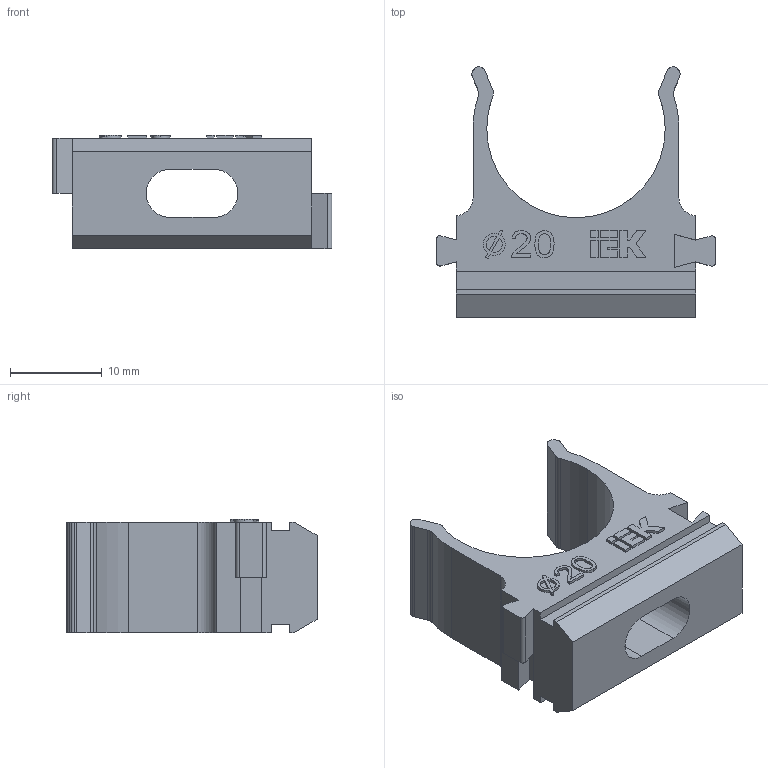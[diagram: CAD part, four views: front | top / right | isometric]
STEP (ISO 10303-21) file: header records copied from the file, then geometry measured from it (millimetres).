
FILE_DESCRIPTION (( 'STEP AP214' ), '1' );
FILE_NAME ('Äåðæàòåëü 20.STEP', '2016-05-20T11:31:27', ( '' ), ( '' ), 'SwSTEP 2.0', 'SolidWorks 2014', '' );
FILE_SCHEMA (( 'AUTOMOTIVE_DESIGN' ));
Length unit declared in the file: millimetre
Products named in the file (1): Äåðæàòåëü 20
Bounding box: 30.4 x 27.23 x 12.3 mm (x, y, z)
Volume: 3437.9 mm3; surface area: 2809 mm2
Topology: 1 solids, 1 shells, 156 faces, 422 edges, 280 vertices
Faces by surface type: plane 100, cylinder 37, bspline 19
Entity records: 6029 total; most frequent: CARTESIAN_POINT 2113, ORIENTED_EDGE 844, DIRECTION 736, EDGE_CURVE 422, LINE 308, VECTOR 308, VERTEX_POINT 280, AXIS2_PLACEMENT_3D 214
